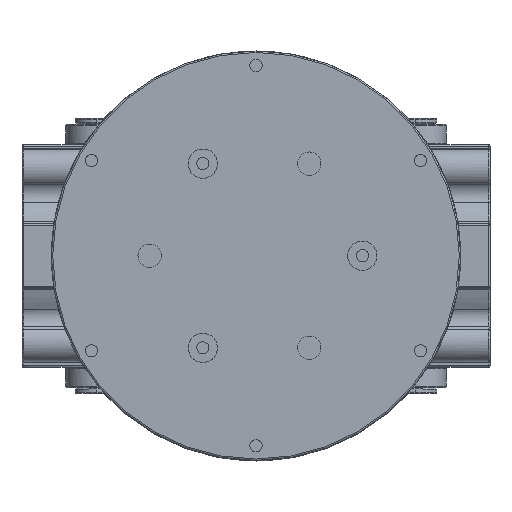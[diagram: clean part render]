
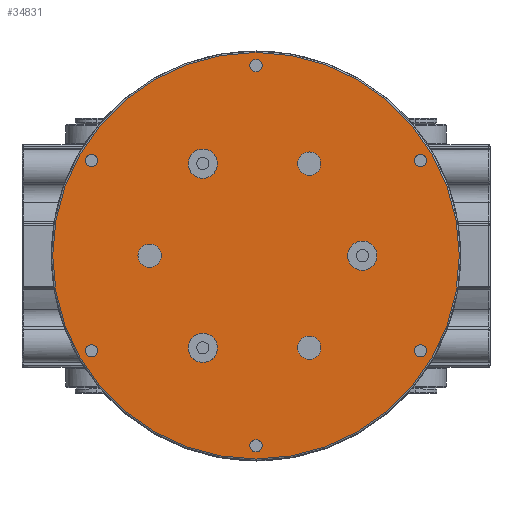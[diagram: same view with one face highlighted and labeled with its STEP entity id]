
A CAD part, top view. The second image highlights one B-rep face of the part: STEP entity #34831.
In plain terms, the highlighted planar face has unit normal (0, 0, 1).
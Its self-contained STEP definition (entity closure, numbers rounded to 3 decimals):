
#10801=CARTESIAN_POINT('',(0.,65.,42.2));
#10802=DIRECTION('',(0.,0.,-1.));
#10803=DIRECTION('',(-1.,0.,0.));
#10804=AXIS2_PLACEMENT_3D('',#10801,#10802,#10803);
#10806=CARTESIAN_POINT('',(0.,65.,42.2));
#10807=DIRECTION('',(0.,0.,-1.));
#10808=DIRECTION('',(1.,0.,0.));
#10809=AXIS2_PLACEMENT_3D('',#10806,#10807,#10808);
#10811=CARTESIAN_POINT('',(-56.292,32.5,42.2));
#10812=DIRECTION('',(0.,0.,-1.));
#10813=DIRECTION('',(-0.5,-0.866,0.));
#10814=AXIS2_PLACEMENT_3D('',#10811,#10812,#10813);
#10816=CARTESIAN_POINT('',(-56.292,32.5,42.2));
#10817=DIRECTION('',(0.,0.,-1.));
#10818=DIRECTION('',(0.5,0.866,0.));
#10819=AXIS2_PLACEMENT_3D('',#10816,#10817,#10818);
#10821=CARTESIAN_POINT('',(-56.292,-32.5,42.2));
#10822=DIRECTION('',(0.,0.,-1.));
#10823=DIRECTION('',(0.5,-0.866,0.));
#10824=AXIS2_PLACEMENT_3D('',#10821,#10822,#10823);
#10826=CARTESIAN_POINT('',(-56.292,-32.5,42.2));
#10827=DIRECTION('',(0.,0.,-1.));
#10828=DIRECTION('',(-0.5,0.866,0.));
#10829=AXIS2_PLACEMENT_3D('',#10826,#10827,#10828);
#10831=CARTESIAN_POINT('',(0.,-65.,42.2));
#10832=DIRECTION('',(0.,0.,-1.));
#10833=DIRECTION('',(1.,0.,0.));
#10834=AXIS2_PLACEMENT_3D('',#10831,#10832,#10833);
#10836=CARTESIAN_POINT('',(0.,-65.,42.2));
#10837=DIRECTION('',(0.,0.,-1.));
#10838=DIRECTION('',(-1.,0.,0.));
#10839=AXIS2_PLACEMENT_3D('',#10836,#10837,#10838);
#10841=CARTESIAN_POINT('',(56.292,-32.5,42.2));
#10842=DIRECTION('',(0.,0.,-1.));
#10843=DIRECTION('',(0.5,0.866,0.));
#10844=AXIS2_PLACEMENT_3D('',#10841,#10842,#10843);
#10846=CARTESIAN_POINT('',(56.292,-32.5,42.2));
#10847=DIRECTION('',(0.,0.,-1.));
#10848=DIRECTION('',(-0.5,-0.866,0.));
#10849=AXIS2_PLACEMENT_3D('',#10846,#10847,#10848);
#10851=CARTESIAN_POINT('',(56.292,32.5,42.2));
#10852=DIRECTION('',(0.,0.,-1.));
#10853=DIRECTION('',(-0.5,0.866,0.));
#10854=AXIS2_PLACEMENT_3D('',#10851,#10852,#10853);
#10856=CARTESIAN_POINT('',(56.292,32.5,42.2));
#10857=DIRECTION('',(0.,0.,-1.));
#10858=DIRECTION('',(0.5,-0.866,0.));
#10859=AXIS2_PLACEMENT_3D('',#10856,#10857,#10858);
#10861=CARTESIAN_POINT('',(-36.35,0.,42.2));
#10862=DIRECTION('',(0.,0.,1.));
#10863=DIRECTION('',(-1.,0.,0.));
#10864=AXIS2_PLACEMENT_3D('',#10861,#10862,#10863);
#10866=CARTESIAN_POINT('',(-36.35,0.,42.2));
#10867=DIRECTION('',(0.,0.,1.));
#10868=DIRECTION('',(1.,0.,0.));
#10869=AXIS2_PLACEMENT_3D('',#10866,#10867,#10868);
#10871=CARTESIAN_POINT('',(36.35,0.,42.2));
#10872=DIRECTION('',(0.,0.,1.));
#10873=DIRECTION('',(-1.,0.,0.));
#10874=AXIS2_PLACEMENT_3D('',#10871,#10872,#10873);
#10876=CARTESIAN_POINT('',(36.35,0.,42.2));
#10877=DIRECTION('',(0.,0.,1.));
#10878=DIRECTION('',(1.,0.,0.));
#10879=AXIS2_PLACEMENT_3D('',#10876,#10877,#10878);
#10881=CARTESIAN_POINT('',(-18.175,-31.48,42.2));
#10882=DIRECTION('',(0.,0.,1.));
#10883=DIRECTION('',(-1.,0.,0.));
#10884=AXIS2_PLACEMENT_3D('',#10881,#10882,#10883);
#10886=CARTESIAN_POINT('',(-18.175,-31.48,42.2));
#10887=DIRECTION('',(0.,0.,1.));
#10888=DIRECTION('',(1.,0.,0.));
#10889=AXIS2_PLACEMENT_3D('',#10886,#10887,#10888);
#10891=CARTESIAN_POINT('',(18.175,31.48,42.2));
#10892=DIRECTION('',(0.,0.,1.));
#10893=DIRECTION('',(-1.,0.,0.));
#10894=AXIS2_PLACEMENT_3D('',#10891,#10892,#10893);
#10896=CARTESIAN_POINT('',(18.175,31.48,42.2));
#10897=DIRECTION('',(0.,0.,1.));
#10898=DIRECTION('',(1.,0.,0.));
#10899=AXIS2_PLACEMENT_3D('',#10896,#10897,#10898);
#10901=CARTESIAN_POINT('',(-18.175,31.48,42.2));
#10902=DIRECTION('',(0.,0.,1.));
#10903=DIRECTION('',(-1.,0.,0.));
#10904=AXIS2_PLACEMENT_3D('',#10901,#10902,#10903);
#10906=CARTESIAN_POINT('',(-18.175,31.48,42.2));
#10907=DIRECTION('',(0.,0.,1.));
#10908=DIRECTION('',(1.,0.,0.));
#10909=AXIS2_PLACEMENT_3D('',#10906,#10907,#10908);
#10911=CARTESIAN_POINT('',(18.175,-31.48,42.2));
#10912=DIRECTION('',(0.,0.,1.));
#10913=DIRECTION('',(-1.,0.,0.));
#10914=AXIS2_PLACEMENT_3D('',#10911,#10912,#10913);
#10916=CARTESIAN_POINT('',(18.175,-31.48,42.2));
#10917=DIRECTION('',(0.,0.,1.));
#10918=DIRECTION('',(1.,0.,0.));
#10919=AXIS2_PLACEMENT_3D('',#10916,#10917,#10918);
#10921=CARTESIAN_POINT('',(0.,0.,42.2));
#10922=DIRECTION('',(0.,0.,1.));
#10923=DIRECTION('',(0.,1.,0.));
#10924=AXIS2_PLACEMENT_3D('',#10921,#10922,#10923);
#10926=CARTESIAN_POINT('',(0.,0.,42.2));
#10927=DIRECTION('',(0.,0.,1.));
#10928=DIRECTION('',(0.,-1.,0.));
#10929=AXIS2_PLACEMENT_3D('',#10926,#10927,#10928);
#14509=CARTESIAN_POINT('',(-2.1,65.,42.2));
#14510=CARTESIAN_POINT('',(2.1,65.,42.2));
#14511=VERTEX_POINT('',#14509);
#14512=VERTEX_POINT('',#14510);
#14517=CARTESIAN_POINT('',(-57.342,30.681,42.2));
#14518=CARTESIAN_POINT('',(-55.242,34.319,42.2));
#14519=VERTEX_POINT('',#14517);
#14520=VERTEX_POINT('',#14518);
#14525=CARTESIAN_POINT('',(-55.242,-34.319,42.2));
#14526=CARTESIAN_POINT('',(-57.342,-30.681,42.2));
#14527=VERTEX_POINT('',#14525);
#14528=VERTEX_POINT('',#14526);
#14533=CARTESIAN_POINT('',(2.1,-65.,42.2));
#14534=CARTESIAN_POINT('',(-2.1,-65.,42.2));
#14535=VERTEX_POINT('',#14533);
#14536=VERTEX_POINT('',#14534);
#14541=CARTESIAN_POINT('',(57.342,-30.681,42.2));
#14542=CARTESIAN_POINT('',(55.242,-34.319,42.2));
#14543=VERTEX_POINT('',#14541);
#14544=VERTEX_POINT('',#14542);
#14549=CARTESIAN_POINT('',(55.242,34.319,42.2));
#14550=CARTESIAN_POINT('',(57.342,30.681,42.2));
#14551=VERTEX_POINT('',#14549);
#14552=VERTEX_POINT('',#14550);
#14577=CARTESIAN_POINT('',(-40.35,0.,42.2));
#14578=CARTESIAN_POINT('',(-32.35,0.,42.2));
#14579=VERTEX_POINT('',#14577);
#14580=VERTEX_POINT('',#14578);
#14581=CARTESIAN_POINT('',(31.35,0.,42.2));
#14582=CARTESIAN_POINT('',(41.35,0.,42.2));
#14583=VERTEX_POINT('',#14581);
#14584=VERTEX_POINT('',#14582);
#14585=CARTESIAN_POINT('',(-23.175,-31.48,42.2));
#14586=CARTESIAN_POINT('',(-13.175,-31.48,42.2));
#14587=VERTEX_POINT('',#14585);
#14588=VERTEX_POINT('',#14586);
#14589=CARTESIAN_POINT('',(14.175,31.48,42.2));
#14590=CARTESIAN_POINT('',(22.175,31.48,42.2));
#14591=VERTEX_POINT('',#14589);
#14592=VERTEX_POINT('',#14590);
#14593=CARTESIAN_POINT('',(-23.175,31.48,42.2));
#14594=CARTESIAN_POINT('',(-13.175,31.48,42.2));
#14595=VERTEX_POINT('',#14593);
#14596=VERTEX_POINT('',#14594);
#14597=CARTESIAN_POINT('',(14.175,-31.48,42.2));
#14598=CARTESIAN_POINT('',(22.175,-31.48,42.2));
#14599=VERTEX_POINT('',#14597);
#14600=VERTEX_POINT('',#14598);
#15041=CARTESIAN_POINT('',(0.,69.5,42.2));
#15042=CARTESIAN_POINT('',(0.,-69.5,42.2));
#15043=VERTEX_POINT('',#15041);
#15044=VERTEX_POINT('',#15042);
#34749=CARTESIAN_POINT('',(0.,0.,42.2));
#34750=DIRECTION('',(0.,0.,1.));
#34751=DIRECTION('',(0.,1.,0.));
#34752=AXIS2_PLACEMENT_3D('',#34749,#34750,#34751);
#34753=PLANE('',#34752);
#34755=ORIENTED_EDGE('',*,*,#34754,.F.);
#34756=ORIENTED_EDGE('',*,*,#34739,.F.);
#34757=EDGE_LOOP('',(#34755,#34756));
#34758=FACE_OUTER_BOUND('',#34757,.F.);
#34760=ORIENTED_EDGE('',*,*,#34759,.F.);
#34762=ORIENTED_EDGE('',*,*,#34761,.F.);
#34763=EDGE_LOOP('',(#34760,#34762));
#34764=FACE_BOUND('',#34763,.F.);
#34766=ORIENTED_EDGE('',*,*,#34765,.F.);
#34768=ORIENTED_EDGE('',*,*,#34767,.F.);
#34769=EDGE_LOOP('',(#34766,#34768));
#34770=FACE_BOUND('',#34769,.F.);
#34772=ORIENTED_EDGE('',*,*,#34771,.F.);
#34774=ORIENTED_EDGE('',*,*,#34773,.F.);
#34775=EDGE_LOOP('',(#34772,#34774));
#34776=FACE_BOUND('',#34775,.F.);
#34778=ORIENTED_EDGE('',*,*,#34777,.F.);
#34780=ORIENTED_EDGE('',*,*,#34779,.F.);
#34781=EDGE_LOOP('',(#34778,#34780));
#34782=FACE_BOUND('',#34781,.F.);
#34784=ORIENTED_EDGE('',*,*,#34783,.F.);
#34786=ORIENTED_EDGE('',*,*,#34785,.F.);
#34787=EDGE_LOOP('',(#34784,#34786));
#34788=FACE_BOUND('',#34787,.F.);
#34790=ORIENTED_EDGE('',*,*,#34789,.T.);
#34792=ORIENTED_EDGE('',*,*,#34791,.T.);
#34793=EDGE_LOOP('',(#34790,#34792));
#34794=FACE_BOUND('',#34793,.F.);
#34796=ORIENTED_EDGE('',*,*,#34795,.T.);
#34798=ORIENTED_EDGE('',*,*,#34797,.T.);
#34799=EDGE_LOOP('',(#34796,#34798));
#34800=FACE_BOUND('',#34799,.F.);
#34802=ORIENTED_EDGE('',*,*,#34801,.T.);
#34804=ORIENTED_EDGE('',*,*,#34803,.T.);
#34805=EDGE_LOOP('',(#34802,#34804));
#34806=FACE_BOUND('',#34805,.F.);
#34808=ORIENTED_EDGE('',*,*,#34807,.T.);
#34810=ORIENTED_EDGE('',*,*,#34809,.T.);
#34811=EDGE_LOOP('',(#34808,#34810));
#34812=FACE_BOUND('',#34811,.F.);
#34814=ORIENTED_EDGE('',*,*,#34813,.T.);
#34816=ORIENTED_EDGE('',*,*,#34815,.T.);
#34817=EDGE_LOOP('',(#34814,#34816));
#34818=FACE_BOUND('',#34817,.F.);
#34820=ORIENTED_EDGE('',*,*,#34819,.T.);
#34822=ORIENTED_EDGE('',*,*,#34821,.T.);
#34823=EDGE_LOOP('',(#34820,#34822));
#34824=FACE_BOUND('',#34823,.F.);
#34826=ORIENTED_EDGE('',*,*,#34825,.F.);
#34828=ORIENTED_EDGE('',*,*,#34827,.F.);
#34829=EDGE_LOOP('',(#34826,#34828));
#34830=FACE_BOUND('',#34829,.F.);
#34831=ADVANCED_FACE('',(#34758,#34764,#34770,#34776,#34782,#34788,#34794,
#34800,#34806,#34812,#34818,#34824,#34830),#34753,.T.);
#10805=CIRCLE('',#10804,2.1);
#10810=CIRCLE('',#10809,2.1);
#10815=CIRCLE('',#10814,2.1);
#10820=CIRCLE('',#10819,2.1);
#10825=CIRCLE('',#10824,2.1);
#10830=CIRCLE('',#10829,2.1);
#10835=CIRCLE('',#10834,2.1);
#10840=CIRCLE('',#10839,2.1);
#10845=CIRCLE('',#10844,2.1);
#10850=CIRCLE('',#10849,2.1);
#10855=CIRCLE('',#10854,2.1);
#10860=CIRCLE('',#10859,2.1);
#10865=CIRCLE('',#10864,4.);
#10870=CIRCLE('',#10869,4.);
#10875=CIRCLE('',#10874,5.);
#10880=CIRCLE('',#10879,5.);
#10885=CIRCLE('',#10884,5.);
#10890=CIRCLE('',#10889,5.);
#10895=CIRCLE('',#10894,4.);
#10900=CIRCLE('',#10899,4.);
#10905=CIRCLE('',#10904,5.);
#10910=CIRCLE('',#10909,5.);
#10915=CIRCLE('',#10914,4.);
#10920=CIRCLE('',#10919,4.);
#10925=CIRCLE('',#10924,69.5);
#10930=CIRCLE('',#10929,69.5);
#34739=EDGE_CURVE('',#15044,#15043,#10930,.T.);
#34754=EDGE_CURVE('',#15043,#15044,#10925,.T.);
#34759=EDGE_CURVE('',#14519,#14520,#10815,.T.);
#34761=EDGE_CURVE('',#14520,#14519,#10820,.T.);
#34765=EDGE_CURVE('',#14527,#14528,#10825,.T.);
#34767=EDGE_CURVE('',#14528,#14527,#10830,.T.);
#34771=EDGE_CURVE('',#14535,#14536,#10835,.T.);
#34773=EDGE_CURVE('',#14536,#14535,#10840,.T.);
#34777=EDGE_CURVE('',#14543,#14544,#10845,.T.);
#34779=EDGE_CURVE('',#14544,#14543,#10850,.T.);
#34783=EDGE_CURVE('',#14551,#14552,#10855,.T.);
#34785=EDGE_CURVE('',#14552,#14551,#10860,.T.);
#34789=EDGE_CURVE('',#14579,#14580,#10865,.T.);
#34791=EDGE_CURVE('',#14580,#14579,#10870,.T.);
#34795=EDGE_CURVE('',#14583,#14584,#10875,.T.);
#34797=EDGE_CURVE('',#14584,#14583,#10880,.T.);
#34801=EDGE_CURVE('',#14587,#14588,#10885,.T.);
#34803=EDGE_CURVE('',#14588,#14587,#10890,.T.);
#34807=EDGE_CURVE('',#14591,#14592,#10895,.T.);
#34809=EDGE_CURVE('',#14592,#14591,#10900,.T.);
#34813=EDGE_CURVE('',#14595,#14596,#10905,.T.);
#34815=EDGE_CURVE('',#14596,#14595,#10910,.T.);
#34819=EDGE_CURVE('',#14599,#14600,#10915,.T.);
#34821=EDGE_CURVE('',#14600,#14599,#10920,.T.);
#34825=EDGE_CURVE('',#14511,#14512,#10805,.T.);
#34827=EDGE_CURVE('',#14512,#14511,#10810,.T.);
